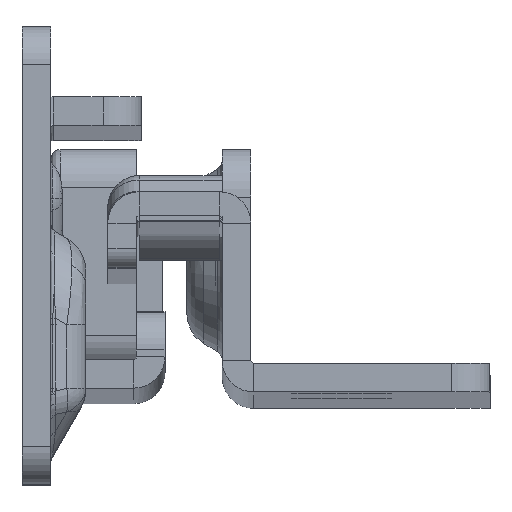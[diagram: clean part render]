
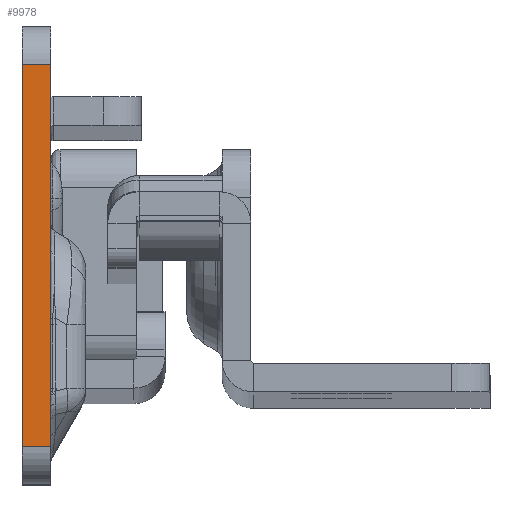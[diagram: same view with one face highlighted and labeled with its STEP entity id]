
A CAD part, top view. The second image highlights one B-rep face of the part: STEP entity #9978.
In plain terms, the highlighted planar face has unit normal (0, 0, 1).
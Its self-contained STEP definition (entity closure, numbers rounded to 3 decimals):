
#360 = VECTOR ( 'NONE', #15206, 1000. ) ;
#687 = DIRECTION ( 'NONE',  ( 1., 0., 0. ) ) ;
#786 = DIRECTION ( 'NONE',  ( 0., 0., 1. ) ) ;
#1041 = CARTESIAN_POINT ( 'NONE',  ( -142.194, -21.7, 0. ) ) ;
#1817 = CARTESIAN_POINT ( 'NONE',  ( -3., -29.094, 0. ) ) ;
#2294 = DIRECTION ( 'NONE',  ( 0., -1., 0. ) ) ;
#2338 = CARTESIAN_POINT ( 'NONE',  ( -3., 18.3, 0. ) ) ;
#3715 = ORIENTED_EDGE ( 'NONE', *, *, #14654, .T. ) ;
#4492 = CARTESIAN_POINT ( 'NONE',  ( -3., 18.3, 0. ) ) ;
#5090 = AXIS2_PLACEMENT_3D ( 'NONE', #10310, #786, #687 ) ;
#5438 = EDGE_CURVE ( 'NONE', #16289, #8788, #11907, .T. ) ;
#7362 = PLANE ( 'NONE',  #5090 ) ;
#7539 = FACE_OUTER_BOUND ( 'NONE', #13544, .T. ) ;
#7655 = VECTOR ( 'NONE', #7787, 1000. ) ;
#7698 = LINE ( 'NONE', #1041, #7655 ) ;
#7787 = DIRECTION ( 'NONE',  ( 1., 0., 0. ) ) ;
#8360 = EDGE_CURVE ( 'NONE', #10836, #16289, #16751, .T. ) ;
#8788 = VERTEX_POINT ( 'NONE', #15831 ) ;
#9470 = EDGE_CURVE ( 'NONE', #16648, #8788, #7698, .T. ) ;
#9904 = VECTOR ( 'NONE', #2294, 1000. ) ;
#9978 = ADVANCED_FACE ( 'NONE', ( #7539 ), #7362, .T. ) ;
#10310 = CARTESIAN_POINT ( 'NONE',  ( -3., -29.094, 0. ) ) ;
#10836 = VERTEX_POINT ( 'NONE', #2338 ) ;
#11549 = DIRECTION ( 'NONE',  ( 1., 0., 0. ) ) ;
#11907 = LINE ( 'NONE', #14522, #9904 ) ;
#13233 = ORIENTED_EDGE ( 'NONE', *, *, #8360, .F. ) ;
#13544 = EDGE_LOOP ( 'NONE', ( #14260, #13233, #3715, #17576 ) ) ;
#14260 = ORIENTED_EDGE ( 'NONE', *, *, #5438, .F. ) ;
#14522 = CARTESIAN_POINT ( 'NONE',  ( 0., -29.094, 0. ) ) ;
#14654 = EDGE_CURVE ( 'NONE', #10836, #16648, #15375, .T. ) ;
#15116 = VECTOR ( 'NONE', #11549, 1000. ) ;
#15206 = DIRECTION ( 'NONE',  ( 0., -1., 0. ) ) ;
#15375 = LINE ( 'NONE', #1817, #360 ) ;
#15521 = CARTESIAN_POINT ( 'NONE',  ( -3., -21.7, 0. ) ) ;
#15831 = CARTESIAN_POINT ( 'NONE',  ( 0., -21.7, 0. ) ) ;
#16289 = VERTEX_POINT ( 'NONE', #17064 ) ;
#16648 = VERTEX_POINT ( 'NONE', #15521 ) ;
#16751 = LINE ( 'NONE', #4492, #15116 ) ;
#17064 = CARTESIAN_POINT ( 'NONE',  ( 0., 18.3, 0. ) ) ;
#17576 = ORIENTED_EDGE ( 'NONE', *, *, #9470, .T. ) ;
